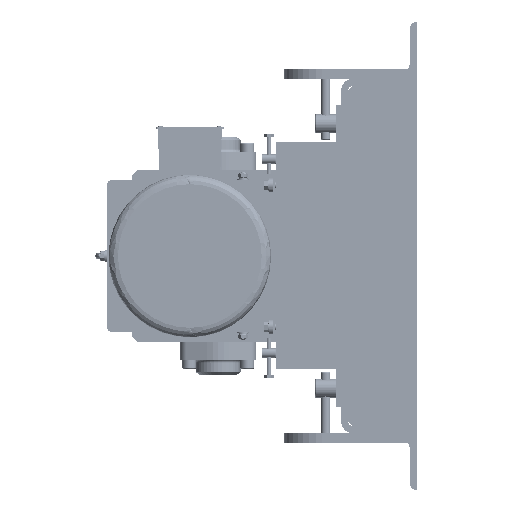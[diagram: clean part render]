
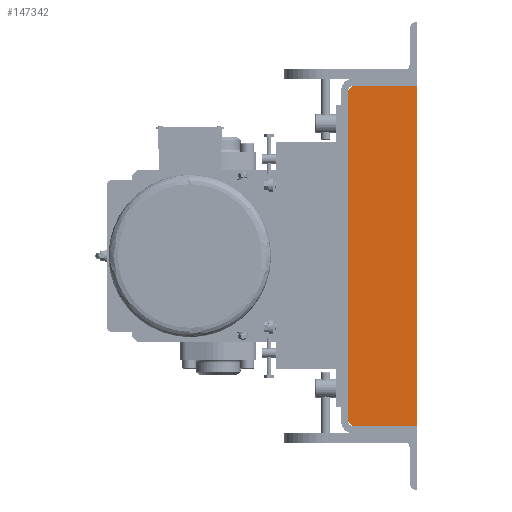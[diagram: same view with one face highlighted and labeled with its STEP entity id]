
A CAD part, left-side view. The second image highlights one B-rep face of the part: STEP entity #147342.
In plain terms, the highlighted planar face has unit normal (-1, 0, 0).
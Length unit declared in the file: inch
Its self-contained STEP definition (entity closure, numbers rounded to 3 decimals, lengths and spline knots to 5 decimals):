
#3726 = VECTOR ( 'NONE', #204117, 39.37008 ) ;
#4168 = EDGE_CURVE ( 'NONE', #18822, #180426, #153267, .T. ) ;
#14879 = CARTESIAN_POINT ( 'NONE',  ( 0., 0., 0. ) ) ;
#17257 = LINE ( 'NONE', #60040, #3726 ) ;
#18737 = LINE ( 'NONE', #127607, #59499 ) ;
#18822 = VERTEX_POINT ( 'NONE', #215376 ) ;
#21366 = ORIENTED_EDGE ( 'NONE', *, *, #4168, .F. ) ;
#34108 = CARTESIAN_POINT ( 'NONE',  ( 0., 3.37, -18.37 ) ) ;
#40626 = CARTESIAN_POINT ( 'NONE',  ( 0., 0., -0.38 ) ) ;
#47638 = PLANE ( 'NONE',  #93003 ) ;
#48153 = DIRECTION ( 'NONE',  ( 0., 1., 0. ) ) ;
#49091 = DIRECTION ( 'NONE',  ( -1., 0., 0. ) ) ;
#57954 = VERTEX_POINT ( 'NONE', #40626 ) ;
#59499 = VECTOR ( 'NONE', #73092, 39.37008 ) ;
#60040 = CARTESIAN_POINT ( 'NONE',  ( 0., 3.62, -18.12 ) ) ;
#62578 = CARTESIAN_POINT ( 'NONE',  ( 0., 3.37, -18.37 ) ) ;
#62880 = EDGE_CURVE ( 'NONE', #110397, #90234, #137191, .T. ) ;
#73092 = DIRECTION ( 'NONE',  ( 0., -1., 0. ) ) ;
#76053 = VERTEX_POINT ( 'NONE', #192589 ) ;
#87714 = EDGE_CURVE ( 'NONE', #57954, #18822, #110010, .T. ) ;
#90234 = VERTEX_POINT ( 'NONE', #125187 ) ;
#91585 = FACE_OUTER_BOUND ( 'NONE', #176747, .T. ) ;
#93003 = AXIS2_PLACEMENT_3D ( 'NONE', #14879, #49091, #117388 ) ;
#101750 = VECTOR ( 'NONE', #185572, 39.37008 ) ;
#110010 = LINE ( 'NONE', #184085, #101750 ) ;
#110397 = VERTEX_POINT ( 'NONE', #206071 ) ;
#117388 = DIRECTION ( 'NONE',  ( 0., 0., 1. ) ) ;
#119867 = ORIENTED_EDGE ( 'NONE', *, *, #127217, .F. ) ;
#125187 = CARTESIAN_POINT ( 'NONE',  ( 0., 3.37, -0.38 ) ) ;
#127217 = EDGE_CURVE ( 'NONE', #76053, #110397, #165323, .T. ) ;
#127607 = CARTESIAN_POINT ( 'NONE',  ( 0., 0., -0.38 ) ) ;
#130661 = ORIENTED_EDGE ( 'NONE', *, *, #163898, .F. ) ;
#137191 = LINE ( 'NONE', #207774, #215902 ) ;
#147342 = ADVANCED_FACE ( 'NONE', ( #91585 ), #47638, .T. ) ;
#149891 = ORIENTED_EDGE ( 'NONE', *, *, #223299, .F. ) ;
#153267 = LINE ( 'NONE', #62578, #223701 ) ;
#158236 = CARTESIAN_POINT ( 'NONE',  ( 0., 3.62, -0.63 ) ) ;
#162869 = ORIENTED_EDGE ( 'NONE', *, *, #62880, .F. ) ;
#163898 = EDGE_CURVE ( 'NONE', #180426, #76053, #17257, .T. ) ;
#165323 = LINE ( 'NONE', #158236, #208600 ) ;
#176747 = EDGE_LOOP ( 'NONE', ( #220618, #149891, #162869, #119867, #130661, #21366 ) ) ;
#180426 = VERTEX_POINT ( 'NONE', #34108 ) ;
#184085 = CARTESIAN_POINT ( 'NONE',  ( 0., 0., -18.37 ) ) ;
#185572 = DIRECTION ( 'NONE',  ( 0., 0., -1. ) ) ;
#190335 = DIRECTION ( 'NONE',  ( 0., -0.707, 0.707 ) ) ;
#192589 = CARTESIAN_POINT ( 'NONE',  ( 0., 3.62, -18.12 ) ) ;
#195336 = DIRECTION ( 'NONE',  ( 0., 0., 1. ) ) ;
#204117 = DIRECTION ( 'NONE',  ( 0., 0.707, 0.707 ) ) ;
#206071 = CARTESIAN_POINT ( 'NONE',  ( 0., 3.62, -0.63 ) ) ;
#207774 = CARTESIAN_POINT ( 'NONE',  ( 0., 3.37, -0.38 ) ) ;
#208600 = VECTOR ( 'NONE', #195336, 39.37008 ) ;
#215376 = CARTESIAN_POINT ( 'NONE',  ( 0., 0., -18.37 ) ) ;
#215902 = VECTOR ( 'NONE', #190335, 39.37008 ) ;
#220618 = ORIENTED_EDGE ( 'NONE', *, *, #87714, .F. ) ;
#223299 = EDGE_CURVE ( 'NONE', #90234, #57954, #18737, .T. ) ;
#223701 = VECTOR ( 'NONE', #48153, 39.37008 ) ;
